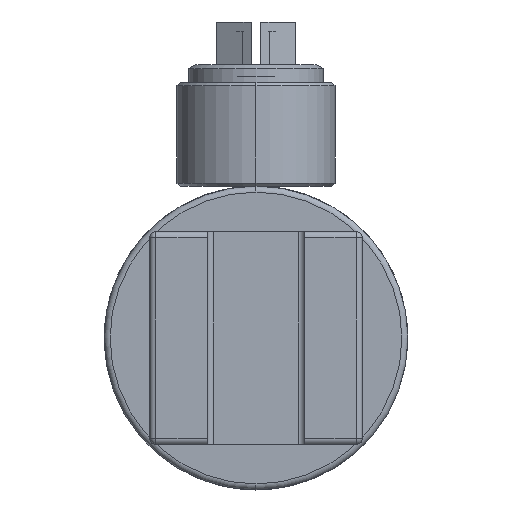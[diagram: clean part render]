
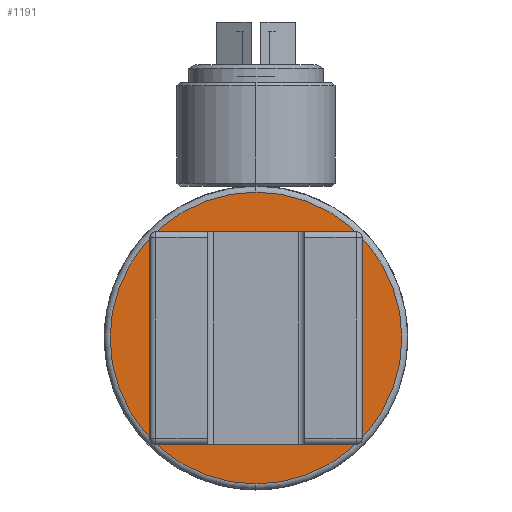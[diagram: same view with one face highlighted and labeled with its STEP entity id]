
A CAD part, left-side view. The second image highlights one B-rep face of the part: STEP entity #1191.
In plain terms, the highlighted planar face has unit normal (-1, 0, 0).
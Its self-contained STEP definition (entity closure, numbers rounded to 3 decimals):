
#57 = CARTESIAN_POINT ( 'NONE',  ( -8., 0., 24. ) ) ;
#1066 = DIRECTION ( 'NONE',  ( -1., 0., 0. ) ) ;
#1191 = ADVANCED_FACE ( 'NONE', ( #6130 ), #1520, .T. ) ;
#1246 = VERTEX_POINT ( 'NONE', #1648 ) ;
#1299 = AXIS2_PLACEMENT_3D ( 'NONE', #2397, #7616, #6957 ) ;
#1408 = EDGE_LOOP ( 'NONE', ( #3307, #7231 ) ) ;
#1520 = PLANE ( 'NONE',  #3579 ) ;
#1648 = CARTESIAN_POINT ( 'NONE',  ( -8., 0., -24. ) ) ;
#1853 = CIRCLE ( 'NONE', #1299, 24. ) ;
#2318 = DIRECTION ( 'NONE',  ( 0., 0., 1. ) ) ;
#2397 = CARTESIAN_POINT ( 'NONE',  ( -8., 0., 0. ) ) ;
#3307 = ORIENTED_EDGE ( 'NONE', *, *, #6038, .T. ) ;
#3393 = VERTEX_POINT ( 'NONE', #4342 ) ;
#3579 = AXIS2_PLACEMENT_3D ( 'NONE', #57, #6767, #7369 ) ;
#4315 = CARTESIAN_POINT ( 'NONE',  ( -8., 0., 0. ) ) ;
#4342 = CARTESIAN_POINT ( 'NONE',  ( -8., 0., 24. ) ) ;
#5597 = AXIS2_PLACEMENT_3D ( 'NONE', #4315, #1066, #2318 ) ;
#6038 = EDGE_CURVE ( 'NONE', #3393, #1246, #1853, .T. ) ;
#6130 = FACE_OUTER_BOUND ( 'NONE', #1408, .T. ) ;
#6767 = DIRECTION ( 'NONE',  ( -1., 0., 0. ) ) ;
#6957 = DIRECTION ( 'NONE',  ( 0., 0., 1. ) ) ;
#7008 = CIRCLE ( 'NONE', #5597, 24. ) ;
#7231 = ORIENTED_EDGE ( 'NONE', *, *, #8562, .T. ) ;
#7369 = DIRECTION ( 'NONE',  ( 0., 0., 1. ) ) ;
#7616 = DIRECTION ( 'NONE',  ( -1., 0., 0. ) ) ;
#8562 = EDGE_CURVE ( 'NONE', #1246, #3393, #7008, .T. ) ;
